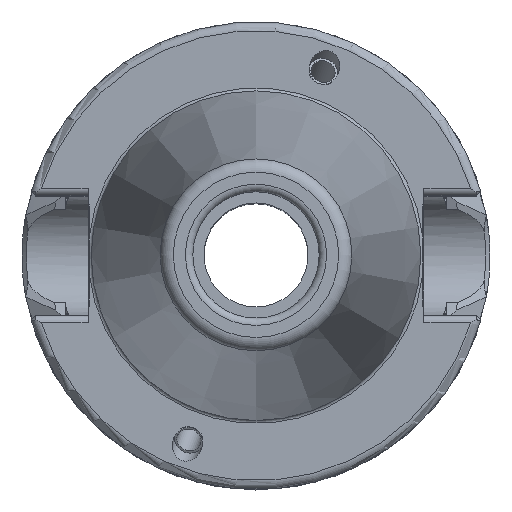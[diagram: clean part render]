
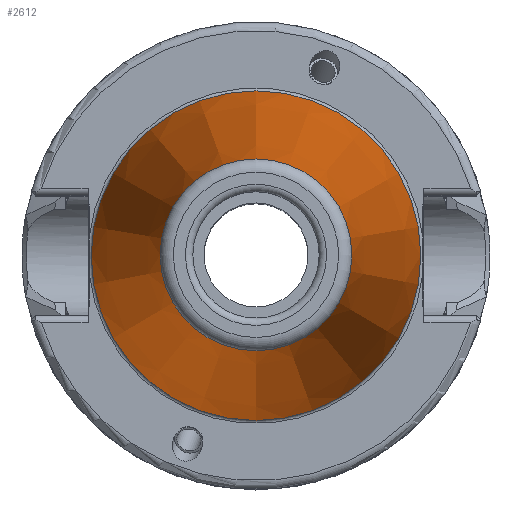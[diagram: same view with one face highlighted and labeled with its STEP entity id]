
A CAD part, top view. The second image highlights one B-rep face of the part: STEP entity #2612.
In plain terms, the highlighted conical face has half-angle 8.297 degrees and reference radius 17.554 mm.
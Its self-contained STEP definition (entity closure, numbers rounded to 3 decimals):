
#439=FACE_OUTER_BOUND('',#613,.T.);
#613=EDGE_LOOP('',(#2444,#2445,#2446,#2447,#2448));
#704=CIRCLE('',#2871,12.912);
#705=CIRCLE('',#2872,12.912);
#734=CIRCLE('',#2922,22.196);
#879=LINE('',#5423,#1024);
#1024=VECTOR('',#3646,17.554);
#1257=VERTEX_POINT('',#5336);
#1258=VERTEX_POINT('',#5338);
#1281=VERTEX_POINT('',#5419);
#1631=EDGE_CURVE('',#1257,#1258,#704,.T.);
#1632=EDGE_CURVE('',#1258,#1257,#705,.T.);
#1668=EDGE_CURVE('',#1281,#1281,#734,.T.);
#1670=EDGE_CURVE('',#1258,#1281,#879,.T.);
#2444=ORIENTED_EDGE('',*,*,#1632,.F.);
#2445=ORIENTED_EDGE('',*,*,#1670,.T.);
#2446=ORIENTED_EDGE('',*,*,#1668,.T.);
#2447=ORIENTED_EDGE('',*,*,#1670,.F.);
#2448=ORIENTED_EDGE('',*,*,#1631,.F.);
#2466=CONICAL_SURFACE('',#2923,17.554,0.145);
#2612=ADVANCED_FACE('',(#439),#2466,.T.);
#2871=AXIS2_PLACEMENT_3D('',#5339,#3532,#3533);
#2872=AXIS2_PLACEMENT_3D('',#5340,#3534,#3535);
#2922=AXIS2_PLACEMENT_3D('',#5420,#3641,#3642);
#2923=AXIS2_PLACEMENT_3D('',#5422,#3644,#3645);
#3532=DIRECTION('center_axis',(0.,0.,1.));
#3533=DIRECTION('ref_axis',(1.,0.,0.));
#3534=DIRECTION('center_axis',(0.,0.,1.));
#3535=DIRECTION('ref_axis',(1.,0.,0.));
#3641=DIRECTION('center_axis',(0.,0.,1.));
#3642=DIRECTION('ref_axis',(1.,0.,0.));
#3644=DIRECTION('center_axis',(0.,0.,-1.));
#3645=DIRECTION('ref_axis',(0.,-1.,0.));
#3646=DIRECTION('',(0.,0.144,-0.99));
#5336=CARTESIAN_POINT('',(12.912,0.,63.86));
#5338=CARTESIAN_POINT('',(0.,12.912,63.86));
#5339=CARTESIAN_POINT('Origin',(0.,0.,63.86));
#5340=CARTESIAN_POINT('Origin',(0.,0.,63.86));
#5419=CARTESIAN_POINT('',(0.,22.196,0.2));
#5420=CARTESIAN_POINT('Origin',(0.,0.,0.2));
#5422=CARTESIAN_POINT('Origin',(0.,0.,32.03));
#5423=CARTESIAN_POINT('',(0.,17.554,32.03));
